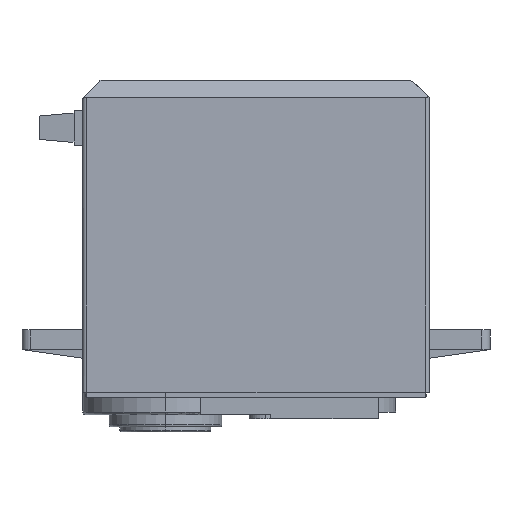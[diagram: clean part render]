
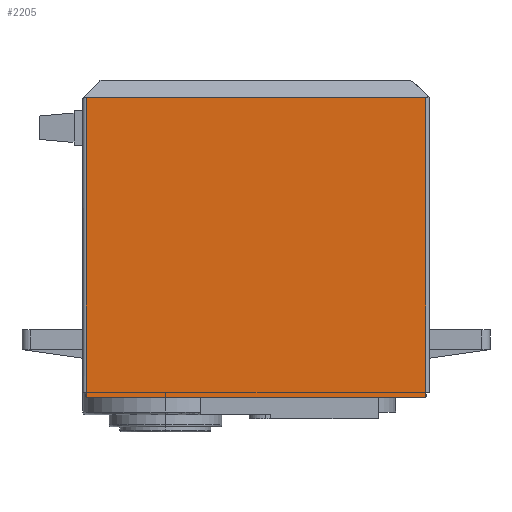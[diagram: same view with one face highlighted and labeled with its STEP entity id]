
A CAD part, left-side view. The second image highlights one B-rep face of the part: STEP entity #2205.
In plain terms, the highlighted planar face has unit normal (-1, 0, -0.011).
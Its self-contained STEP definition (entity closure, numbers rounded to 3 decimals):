
#65 = VECTOR ( 'NONE', #528, 1000. ) ;
#68 = LINE ( 'NONE', #3221, #147 ) ;
#147 = VECTOR ( 'NONE', #1353, 1000. ) ;
#156 = CARTESIAN_POINT ( 'NONE',  ( -9.928, 39.6, 16.676 ) ) ;
#256 = FACE_OUTER_BOUND ( 'NONE', #988, .T. ) ;
#257 = VERTEX_POINT ( 'NONE', #1640 ) ;
#528 = DIRECTION ( 'NONE',  ( 0.011, 0., -1. ) ) ;
#699 = PLANE ( 'NONE',  #3315 ) ;
#783 = LINE ( 'NONE', #1347, #1601 ) ;
#821 = DIRECTION ( 'NONE',  ( -0.011, 0., 1. ) ) ;
#988 = EDGE_LOOP ( 'NONE', ( #2408, #1332, #3675, #1133 ) ) ;
#1133 = ORIENTED_EDGE ( 'NONE', *, *, #1651, .T. ) ;
#1192 = DIRECTION ( 'NONE',  ( 0.011, 0., -1. ) ) ;
#1332 = ORIENTED_EDGE ( 'NONE', *, *, #3743, .T. ) ;
#1347 = CARTESIAN_POINT ( 'NONE',  ( -9.55, 40., -17.925 ) ) ;
#1353 = DIRECTION ( 'NONE',  ( 0., 1., 0. ) ) ;
#1484 = CARTESIAN_POINT ( 'NONE',  ( -9.55, 40., -17.925 ) ) ;
#1519 = VERTEX_POINT ( 'NONE', #156 ) ;
#1601 = VECTOR ( 'NONE', #1621, 1000. ) ;
#1621 = DIRECTION ( 'NONE',  ( 0., -1., 0. ) ) ;
#1640 = CARTESIAN_POINT ( 'NONE',  ( -9.55, 0.4, -17.925 ) ) ;
#1651 = EDGE_CURVE ( 'NONE', #1519, #1687, #2696, .T. ) ;
#1687 = VERTEX_POINT ( 'NONE', #3318 ) ;
#1722 = VECTOR ( 'NONE', #821, 1000. ) ;
#1808 = DIRECTION ( 'NONE',  ( 1., 0., 0.011 ) ) ;
#2077 = LINE ( 'NONE', #2673, #1722 ) ;
#2205 = ADVANCED_FACE ( 'NONE', ( #256 ), #699, .F. ) ;
#2363 = EDGE_CURVE ( 'NONE', #1687, #257, #783, .T. ) ;
#2408 = ORIENTED_EDGE ( 'NONE', *, *, #2363, .T. ) ;
#2653 = CARTESIAN_POINT ( 'NONE',  ( -9.928, 0.4, 16.676 ) ) ;
#2673 = CARTESIAN_POINT ( 'NONE',  ( -9.55, 0.4, -17.925 ) ) ;
#2696 = LINE ( 'NONE', #3673, #65 ) ;
#2962 = EDGE_CURVE ( 'NONE', #3683, #1519, #68, .T. ) ;
#3221 = CARTESIAN_POINT ( 'NONE',  ( -9.928, 40., 16.676 ) ) ;
#3315 = AXIS2_PLACEMENT_3D ( 'NONE', #1484, #1808, #1192 ) ;
#3318 = CARTESIAN_POINT ( 'NONE',  ( -9.55, 39.6, -17.925 ) ) ;
#3673 = CARTESIAN_POINT ( 'NONE',  ( -9.55, 39.6, -17.925 ) ) ;
#3675 = ORIENTED_EDGE ( 'NONE', *, *, #2962, .T. ) ;
#3683 = VERTEX_POINT ( 'NONE', #2653 ) ;
#3743 = EDGE_CURVE ( 'NONE', #257, #3683, #2077, .T. ) ;
